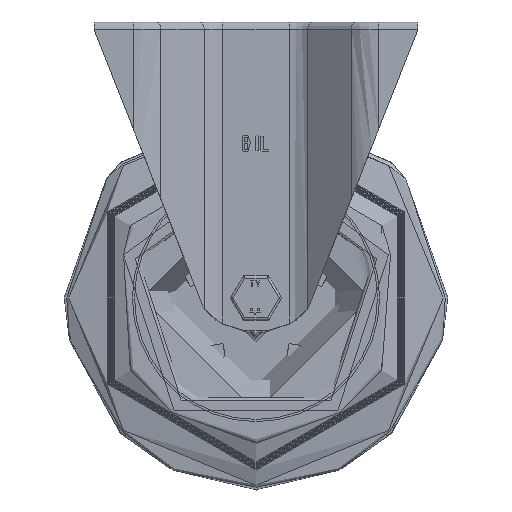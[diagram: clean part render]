
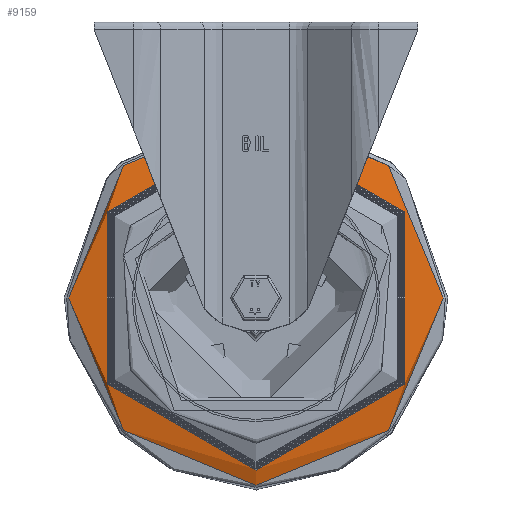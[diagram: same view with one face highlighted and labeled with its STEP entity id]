
A CAD part, front view. The second image highlights one B-rep face of the part: STEP entity #9159.
In plain terms, the highlighted conical face has half-angle 70.346 degrees and reference radius 69.25 mm.
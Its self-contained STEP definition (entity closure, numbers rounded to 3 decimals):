
#44=CONICAL_SURFACE('',#10008,69.25,1.228);
#1022=FACE_OUTER_BOUND('',#1591,.T.);
#1591=EDGE_LOOP('',(#6926,#6927,#6928,#6929,#6930));
#2245=LINE('',#14734,#2924);
#2924=VECTOR('',#11605,69.25);
#3524=CIRCLE('',#9986,78.);
#3527=CIRCLE('',#9989,78.);
#3542=CIRCLE('',#10009,71.5);
#4119=VERTEX_POINT('',#14641);
#4120=VERTEX_POINT('',#14642);
#4132=VERTEX_POINT('',#14733);
#5118=EDGE_CURVE('',#4119,#4120,#3524,.T.);
#5121=EDGE_CURVE('',#4120,#4119,#3527,.T.);
#5138=EDGE_CURVE('',#4120,#4132,#2245,.T.);
#5139=EDGE_CURVE('',#4132,#4132,#3542,.T.);
#6926=ORIENTED_EDGE('',*,*,#5118,.T.);
#6927=ORIENTED_EDGE('',*,*,#5138,.T.);
#6928=ORIENTED_EDGE('',*,*,#5139,.T.);
#6929=ORIENTED_EDGE('',*,*,#5138,.F.);
#6930=ORIENTED_EDGE('',*,*,#5121,.T.);
#9159=ADVANCED_FACE('',(#1022),#44,.T.);
#9986=AXIS2_PLACEMENT_3D('',#14643,#11557,#11558);
#9989=AXIS2_PLACEMENT_3D('',#14647,#11563,#11564);
#10008=AXIS2_PLACEMENT_3D('',#14732,#11603,#11604);
#10009=AXIS2_PLACEMENT_3D('',#14735,#11606,#11607);
#11557=DIRECTION('center_axis',(0.,-1.,0.));
#11558=DIRECTION('ref_axis',(0.,0.,
1.));
#11563=DIRECTION('center_axis',(0.,-1.,0.));
#11564=DIRECTION('ref_axis',(0.,0.,
1.));
#11603=DIRECTION('center_axis',(0.,1.,0.));
#11604=DIRECTION('ref_axis',(0.,0.,
1.));
#11605=DIRECTION('',(0.,-0.336,0.942));
#11606=DIRECTION('center_axis',(0.,1.,0.));
#11607=DIRECTION('ref_axis',(0.,0.,1.));
#14641=CARTESIAN_POINT('',(0.,-12.5,78.));
#14642=CARTESIAN_POINT('',(0.,-12.5,-78.));
#14643=CARTESIAN_POINT('Origin',(0.,-12.5,
0.));
#14647=CARTESIAN_POINT('Origin',(0.,-12.5,
0.));
#14732=CARTESIAN_POINT('Origin',(0.,-15.625,
0.));
#14733=CARTESIAN_POINT('',(0.,-14.821,-71.5));
#14734=CARTESIAN_POINT('',(0.,-15.625,-69.25));
#14735=CARTESIAN_POINT('Origin',(0.,-14.821,
0.));
